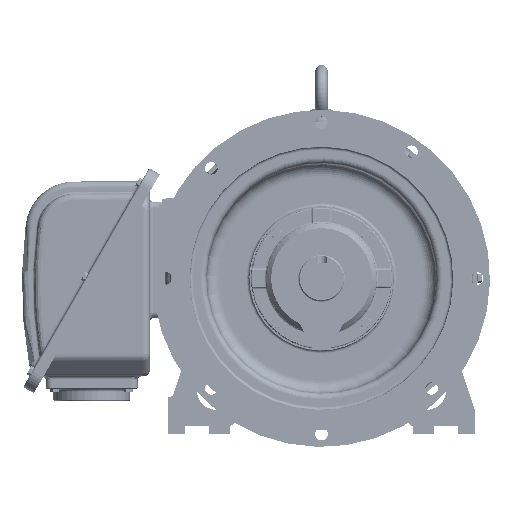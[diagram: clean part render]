
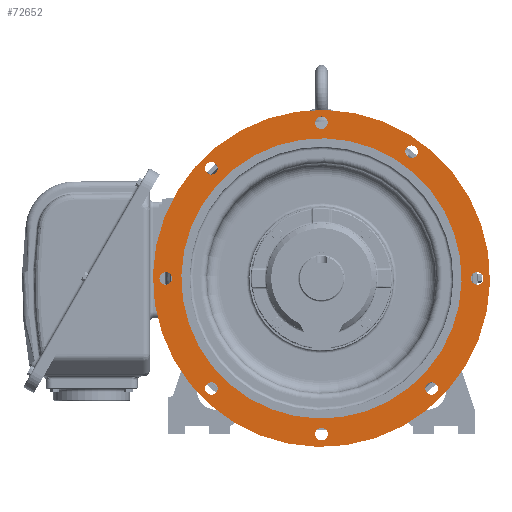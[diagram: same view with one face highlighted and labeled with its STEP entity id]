
A CAD part, left-side view. The second image highlights one B-rep face of the part: STEP entity #72652.
In plain terms, the highlighted planar face has unit normal (-1, 0, 0).
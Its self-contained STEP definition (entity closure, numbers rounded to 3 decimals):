
#72301=CARTESIAN_POINT('Axis2P3D Location',(-109.775,0.,210.)) ;
#72452=CARTESIAN_POINT('Vertex',(-109.775,-109.597,-200.615)) ;
#72455=CARTESIAN_POINT('Axis2P3D Location',(-109.775,0.,0.)) ;
#72459=CARTESIAN_POINT('Vertex',(-109.775,109.597,200.615)) ;
#72474=CARTESIAN_POINT('Axis2P3D Location',(-109.775,0.,0.)) ;
#72486=CARTESIAN_POINT('Axis2P3D Location',(-109.775,0.,0.)) ;
#72490=CARTESIAN_POINT('Vertex',(-109.775,-131.842,-241.335)) ;
#72492=CARTESIAN_POINT('Vertex',(-109.775,131.842,241.335)) ;
#72495=CARTESIAN_POINT('Axis2P3D Location',(-109.775,0.,0.)) ;
#72504=CARTESIAN_POINT('Axis2P3D Location',(-109.775,-147.027,206.631)) ;
#72508=CARTESIAN_POINT('Vertex',(-109.775,-156.022,201.717)) ;
#72510=CARTESIAN_POINT('Vertex',(-109.775,-138.031,211.546)) ;
#72513=CARTESIAN_POINT('Axis2P3D Location',(-109.775,-147.027,206.631)) ;
#72526=CARTESIAN_POINT('Axis2P3D Location',(-109.775,0.,254.)) ;
#72530=CARTESIAN_POINT('Vertex',(-109.775,8.995,258.914)) ;
#72532=CARTESIAN_POINT('Vertex',(-109.775,-8.995,249.086)) ;
#72535=CARTESIAN_POINT('Axis2P3D Location',(-109.775,0.,254.)) ;
#72544=CARTESIAN_POINT('Axis2P3D Location',(-109.775,0.,-254.)) ;
#72548=CARTESIAN_POINT('Vertex',(-109.775,8.995,-249.086)) ;
#72550=CARTESIAN_POINT('Vertex',(-109.775,-8.995,-258.914)) ;
#72553=CARTESIAN_POINT('Axis2P3D Location',(-109.775,0.,-254.)) ;
#72562=CARTESIAN_POINT('Axis2P3D Location',(-109.775,254.,0.)) ;
#72566=CARTESIAN_POINT('Vertex',(-109.775,262.995,4.914)) ;
#72568=CARTESIAN_POINT('Vertex',(-109.775,245.005,-4.914)) ;
#72571=CARTESIAN_POINT('Axis2P3D Location',(-109.775,254.,0.)) ;
#72580=CARTESIAN_POINT('Axis2P3D Location',(-109.775,-254.,0.)) ;
#72584=CARTESIAN_POINT('Vertex',(-109.775,-245.005,4.914)) ;
#72586=CARTESIAN_POINT('Vertex',(-109.775,-262.995,-4.914)) ;
#72589=CARTESIAN_POINT('Axis2P3D Location',(-109.775,-254.,0.)) ;
#72598=CARTESIAN_POINT('Axis2P3D Location',(-109.775,179.605,179.605)) ;
#72602=CARTESIAN_POINT('Vertex',(-109.775,188.6,184.519)) ;
#72604=CARTESIAN_POINT('Vertex',(-109.775,170.61,174.691)) ;
#72607=CARTESIAN_POINT('Axis2P3D Location',(-109.775,179.605,179.605)) ;
#72616=CARTESIAN_POINT('Axis2P3D Location',(-109.775,-179.605,-179.605)) ;
#72620=CARTESIAN_POINT('Vertex',(-109.775,-170.61,-174.691)) ;
#72622=CARTESIAN_POINT('Vertex',(-109.775,-188.6,-184.519)) ;
#72625=CARTESIAN_POINT('Axis2P3D Location',(-109.775,-179.605,-179.605)) ;
#72634=CARTESIAN_POINT('Axis2P3D Location',(-109.775,179.605,-179.605)) ;
#72638=CARTESIAN_POINT('Vertex',(-109.775,188.6,-174.691)) ;
#72640=CARTESIAN_POINT('Vertex',(-109.775,170.61,-184.519)) ;
#72643=CARTESIAN_POINT('Axis2P3D Location',(-109.775,179.605,-179.605)) ;
#72302=DIRECTION('Axis2P3D Direction',(-1.,0.,0.)) ;
#72303=DIRECTION('Axis2P3D XDirection',(0.,1.,0.)) ;
#72456=DIRECTION('Axis2P3D Direction',(-1.,0.,0.)) ;
#72475=DIRECTION('Axis2P3D Direction',(-1.,0.,0.)) ;
#72487=DIRECTION('Axis2P3D Direction',(-1.,0.,0.)) ;
#72496=DIRECTION('Axis2P3D Direction',(-1.,0.,0.)) ;
#72505=DIRECTION('Axis2P3D Direction',(-1.,0.,0.)) ;
#72514=DIRECTION('Axis2P3D Direction',(-1.,0.,0.)) ;
#72527=DIRECTION('Axis2P3D Direction',(-1.,0.,0.)) ;
#72536=DIRECTION('Axis2P3D Direction',(-1.,0.,0.)) ;
#72545=DIRECTION('Axis2P3D Direction',(-1.,0.,0.)) ;
#72554=DIRECTION('Axis2P3D Direction',(-1.,0.,0.)) ;
#72563=DIRECTION('Axis2P3D Direction',(-1.,0.,0.)) ;
#72572=DIRECTION('Axis2P3D Direction',(-1.,0.,0.)) ;
#72581=DIRECTION('Axis2P3D Direction',(-1.,0.,0.)) ;
#72590=DIRECTION('Axis2P3D Direction',(-1.,0.,0.)) ;
#72599=DIRECTION('Axis2P3D Direction',(-1.,0.,0.)) ;
#72608=DIRECTION('Axis2P3D Direction',(-1.,0.,0.)) ;
#72617=DIRECTION('Axis2P3D Direction',(-1.,0.,0.)) ;
#72626=DIRECTION('Axis2P3D Direction',(-1.,0.,0.)) ;
#72635=DIRECTION('Axis2P3D Direction',(-1.,0.,0.)) ;
#72644=DIRECTION('Axis2P3D Direction',(-1.,0.,0.)) ;
#72304=AXIS2_PLACEMENT_3D('Plane Axis2P3D',#72301,#72302,#72303) ;
#72457=AXIS2_PLACEMENT_3D('Circle Axis2P3D',#72455,#72456,$) ;
#72476=AXIS2_PLACEMENT_3D('Circle Axis2P3D',#72474,#72475,$) ;
#72488=AXIS2_PLACEMENT_3D('Circle Axis2P3D',#72486,#72487,$) ;
#72497=AXIS2_PLACEMENT_3D('Circle Axis2P3D',#72495,#72496,$) ;
#72506=AXIS2_PLACEMENT_3D('Circle Axis2P3D',#72504,#72505,$) ;
#72515=AXIS2_PLACEMENT_3D('Circle Axis2P3D',#72513,#72514,$) ;
#72528=AXIS2_PLACEMENT_3D('Circle Axis2P3D',#72526,#72527,$) ;
#72537=AXIS2_PLACEMENT_3D('Circle Axis2P3D',#72535,#72536,$) ;
#72546=AXIS2_PLACEMENT_3D('Circle Axis2P3D',#72544,#72545,$) ;
#72555=AXIS2_PLACEMENT_3D('Circle Axis2P3D',#72553,#72554,$) ;
#72564=AXIS2_PLACEMENT_3D('Circle Axis2P3D',#72562,#72563,$) ;
#72573=AXIS2_PLACEMENT_3D('Circle Axis2P3D',#72571,#72572,$) ;
#72582=AXIS2_PLACEMENT_3D('Circle Axis2P3D',#72580,#72581,$) ;
#72591=AXIS2_PLACEMENT_3D('Circle Axis2P3D',#72589,#72590,$) ;
#72600=AXIS2_PLACEMENT_3D('Circle Axis2P3D',#72598,#72599,$) ;
#72609=AXIS2_PLACEMENT_3D('Circle Axis2P3D',#72607,#72608,$) ;
#72618=AXIS2_PLACEMENT_3D('Circle Axis2P3D',#72616,#72617,$) ;
#72627=AXIS2_PLACEMENT_3D('Circle Axis2P3D',#72625,#72626,$) ;
#72636=AXIS2_PLACEMENT_3D('Circle Axis2P3D',#72634,#72635,$) ;
#72645=AXIS2_PLACEMENT_3D('Circle Axis2P3D',#72643,#72644,$) ;
#72501=ORIENTED_EDGE('',*,*,#72494,.T.) ;
#72502=ORIENTED_EDGE('',*,*,#72499,.T.) ;
#72519=ORIENTED_EDGE('',*,*,#72512,.F.) ;
#72520=ORIENTED_EDGE('',*,*,#72517,.F.) ;
#72523=ORIENTED_EDGE('',*,*,#72478,.F.) ;
#72524=ORIENTED_EDGE('',*,*,#72461,.F.) ;
#72541=ORIENTED_EDGE('',*,*,#72534,.F.) ;
#72542=ORIENTED_EDGE('',*,*,#72539,.F.) ;
#72559=ORIENTED_EDGE('',*,*,#72552,.F.) ;
#72560=ORIENTED_EDGE('',*,*,#72557,.F.) ;
#72577=ORIENTED_EDGE('',*,*,#72570,.F.) ;
#72578=ORIENTED_EDGE('',*,*,#72575,.F.) ;
#72595=ORIENTED_EDGE('',*,*,#72588,.F.) ;
#72596=ORIENTED_EDGE('',*,*,#72593,.F.) ;
#72613=ORIENTED_EDGE('',*,*,#72606,.F.) ;
#72614=ORIENTED_EDGE('',*,*,#72611,.F.) ;
#72631=ORIENTED_EDGE('',*,*,#72624,.F.) ;
#72632=ORIENTED_EDGE('',*,*,#72629,.F.) ;
#72649=ORIENTED_EDGE('',*,*,#72642,.F.) ;
#72650=ORIENTED_EDGE('',*,*,#72647,.F.) ;
#72521=FACE_BOUND('',#72518,.T.) ;
#72525=FACE_BOUND('',#72522,.T.) ;
#72543=FACE_BOUND('',#72540,.T.) ;
#72561=FACE_BOUND('',#72558,.T.) ;
#72579=FACE_BOUND('',#72576,.T.) ;
#72597=FACE_BOUND('',#72594,.T.) ;
#72615=FACE_BOUND('',#72612,.T.) ;
#72633=FACE_BOUND('',#72630,.T.) ;
#72651=FACE_BOUND('',#72648,.T.) ;
#72652=ADVANCED_FACE('31103B949.1',(#72503,#72521,#72525,#72543,#72561,#72579,#72597,#72615,#72633,#72651),#72305,.T.) ;
#72458=CIRCLE('generated circle',#72457,228.6) ;
#72477=CIRCLE('generated circle',#72476,228.6) ;
#72489=CIRCLE('generated circle',#72488,275.) ;
#72498=CIRCLE('generated circle',#72497,275.) ;
#72507=CIRCLE('generated circle',#72506,10.25) ;
#72516=CIRCLE('generated circle',#72515,10.25) ;
#72529=CIRCLE('generated circle',#72528,10.25) ;
#72538=CIRCLE('generated circle',#72537,10.25) ;
#72547=CIRCLE('generated circle',#72546,10.25) ;
#72556=CIRCLE('generated circle',#72555,10.25) ;
#72565=CIRCLE('generated circle',#72564,10.25) ;
#72574=CIRCLE('generated circle',#72573,10.25) ;
#72583=CIRCLE('generated circle',#72582,10.25) ;
#72592=CIRCLE('generated circle',#72591,10.25) ;
#72601=CIRCLE('generated circle',#72600,10.25) ;
#72610=CIRCLE('generated circle',#72609,10.25) ;
#72619=CIRCLE('generated circle',#72618,10.25) ;
#72628=CIRCLE('generated circle',#72627,10.25) ;
#72637=CIRCLE('generated circle',#72636,10.25) ;
#72646=CIRCLE('generated circle',#72645,10.25) ;
#72461=EDGE_CURVE('',#72453,#72460,#72458,.T.) ;
#72478=EDGE_CURVE('',#72460,#72453,#72477,.T.) ;
#72494=EDGE_CURVE('',#72491,#72493,#72489,.T.) ;
#72499=EDGE_CURVE('',#72493,#72491,#72498,.T.) ;
#72512=EDGE_CURVE('',#72509,#72511,#72507,.T.) ;
#72517=EDGE_CURVE('',#72511,#72509,#72516,.T.) ;
#72534=EDGE_CURVE('',#72531,#72533,#72529,.T.) ;
#72539=EDGE_CURVE('',#72533,#72531,#72538,.T.) ;
#72552=EDGE_CURVE('',#72549,#72551,#72547,.T.) ;
#72557=EDGE_CURVE('',#72551,#72549,#72556,.T.) ;
#72570=EDGE_CURVE('',#72567,#72569,#72565,.T.) ;
#72575=EDGE_CURVE('',#72569,#72567,#72574,.T.) ;
#72588=EDGE_CURVE('',#72585,#72587,#72583,.T.) ;
#72593=EDGE_CURVE('',#72587,#72585,#72592,.T.) ;
#72606=EDGE_CURVE('',#72603,#72605,#72601,.T.) ;
#72611=EDGE_CURVE('',#72605,#72603,#72610,.T.) ;
#72624=EDGE_CURVE('',#72621,#72623,#72619,.T.) ;
#72629=EDGE_CURVE('',#72623,#72621,#72628,.T.) ;
#72642=EDGE_CURVE('',#72639,#72641,#72637,.T.) ;
#72647=EDGE_CURVE('',#72641,#72639,#72646,.T.) ;
#72500=EDGE_LOOP('',(#72501,#72502)) ;
#72518=EDGE_LOOP('',(#72519,#72520)) ;
#72522=EDGE_LOOP('',(#72523,#72524)) ;
#72540=EDGE_LOOP('',(#72541,#72542)) ;
#72558=EDGE_LOOP('',(#72559,#72560)) ;
#72576=EDGE_LOOP('',(#72577,#72578)) ;
#72594=EDGE_LOOP('',(#72595,#72596)) ;
#72612=EDGE_LOOP('',(#72613,#72614)) ;
#72630=EDGE_LOOP('',(#72631,#72632)) ;
#72648=EDGE_LOOP('',(#72649,#72650)) ;
#72503=FACE_OUTER_BOUND('',#72500,.T.) ;
#72305=PLANE('Plane',#72304) ;
#72453=VERTEX_POINT('',#72452) ;
#72460=VERTEX_POINT('',#72459) ;
#72491=VERTEX_POINT('',#72490) ;
#72493=VERTEX_POINT('',#72492) ;
#72509=VERTEX_POINT('',#72508) ;
#72511=VERTEX_POINT('',#72510) ;
#72531=VERTEX_POINT('',#72530) ;
#72533=VERTEX_POINT('',#72532) ;
#72549=VERTEX_POINT('',#72548) ;
#72551=VERTEX_POINT('',#72550) ;
#72567=VERTEX_POINT('',#72566) ;
#72569=VERTEX_POINT('',#72568) ;
#72585=VERTEX_POINT('',#72584) ;
#72587=VERTEX_POINT('',#72586) ;
#72603=VERTEX_POINT('',#72602) ;
#72605=VERTEX_POINT('',#72604) ;
#72621=VERTEX_POINT('',#72620) ;
#72623=VERTEX_POINT('',#72622) ;
#72639=VERTEX_POINT('',#72638) ;
#72641=VERTEX_POINT('',#72640) ;
